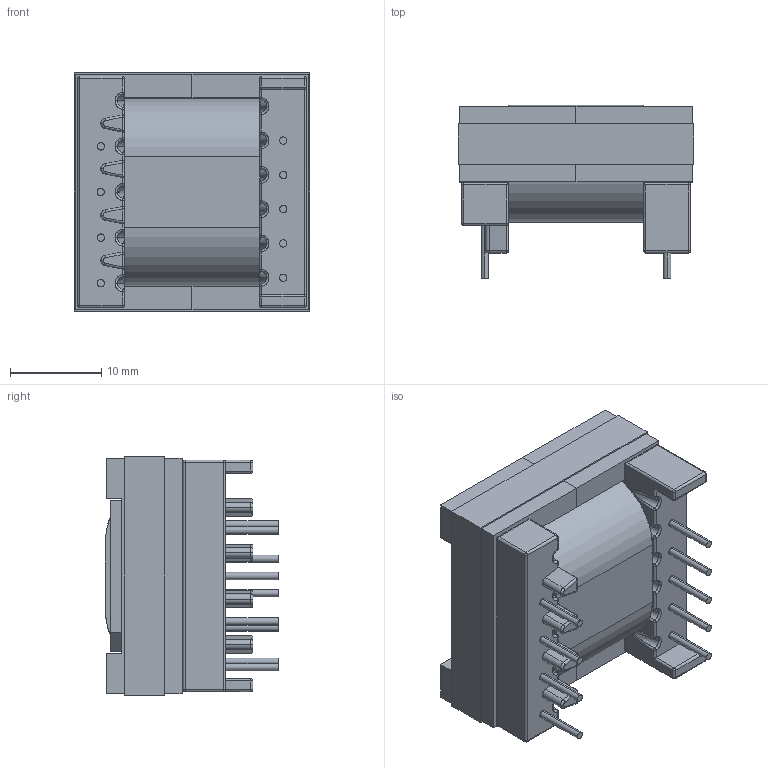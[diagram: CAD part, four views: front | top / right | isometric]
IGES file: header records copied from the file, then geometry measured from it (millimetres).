
Start section: SolidWorks IGES file using analytic representation for surfaces
Global section: file name: EPC25_4425_MP5-6.IGS; native system: SolidWorks 2017; preprocessor: SolidWorks 2017; author: e.wtnpm; date: 210630.150330; units: millimetre
Bounding box: 25.82 x 18.97 x 26.12 mm (x, y, z)
Surface area: 8188.4 mm2 (no closed solid volume)
Topology: 0 solids, 0 shells, 371 faces, 3096 edges, 3080 vertices
Faces by surface type: revolution 200, bspline 171
